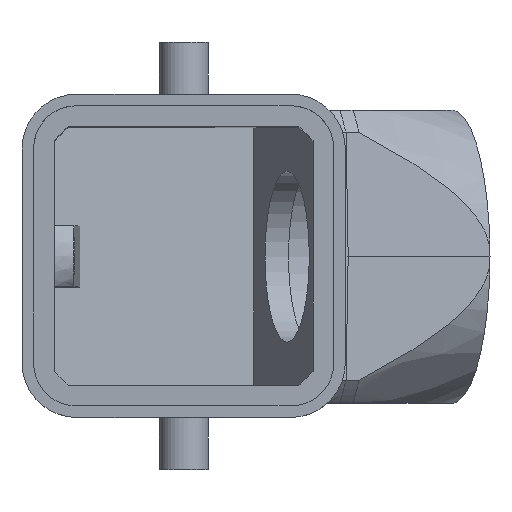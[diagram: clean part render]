
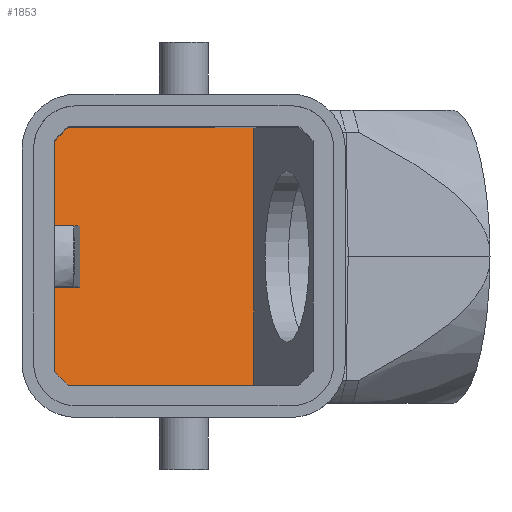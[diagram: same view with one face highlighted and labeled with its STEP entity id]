
A CAD part, top view. The second image highlights one B-rep face of the part: STEP entity #1853.
In plain terms, the highlighted planar face has unit normal (0.259, 0, 0.966).
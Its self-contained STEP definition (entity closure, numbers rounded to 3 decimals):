
#1618=CARTESIAN_POINT('',(-8.517,-2.5,-31.397));
#1619=VERTEX_POINT('',#1618);
#1626=CARTESIAN_POINT('',(-8.517,2.5,-31.397));
#1627=VERTEX_POINT('',#1626);
#1628=CARTESIAN_POINT('',(-8.517,-2.5,-31.397));
#1629=DIRECTION('',(0.0,1.0,0.0));
#1630=VECTOR('',#1629,5.);
#1631=LINE('',#1628,#1630);
#1632=EDGE_CURVE('',#1619,#1627,#1631,.T.);
#1652=CARTESIAN_POINT('',(-10.6,-2.5,-30.839));
#1653=VERTEX_POINT('',#1652);
#1660=CARTESIAN_POINT('',(-8.517,-2.5,-31.397));
#1661=DIRECTION('',(-0.966,0.,0.259));
#1662=VECTOR('',#1661,2.156);
#1663=LINE('',#1660,#1662);
#1664=EDGE_CURVE('',#1619,#1653,#1663,.T.);
#1676=CARTESIAN_POINT('',(-10.6,9.449,-30.839));
#1677=VERTEX_POINT('',#1676);
#1694=CARTESIAN_POINT('',(-10.6,-9.449,-30.839));
#1695=VERTEX_POINT('',#1694);
#1702=CARTESIAN_POINT('',(-10.6,-9.449,-30.839));
#1703=DIRECTION('',(0.0,1.0,0.0));
#1704=VECTOR('',#1703,6.949);
#1705=LINE('',#1702,#1704);
#1706=EDGE_CURVE('',#1695,#1653,#1705,.T.);
#1710=CARTESIAN_POINT('',(-10.6,2.5,-30.839));
#1711=VERTEX_POINT('',#1710);
#1718=CARTESIAN_POINT('',(-10.6,2.5,-30.839));
#1719=DIRECTION('',(0.0,1.0,0.0));
#1720=VECTOR('',#1719,6.949);
#1721=LINE('',#1718,#1720);
#1722=EDGE_CURVE('',#1711,#1677,#1721,.T.);
#1734=CARTESIAN_POINT('',(-9.449,10.6,-31.147));
#1735=VERTEX_POINT('',#1734);
#1750=CARTESIAN_POINT('',(0.,0.,-33.679));
#1751=DIRECTION('',(-0.259,0.,-0.966));
#1752=DIRECTION('',(-0.966,0.,0.259));
#1753=AXIS2_PLACEMENT_3D('',#1750,#1751,#1752);
#1754=ELLIPSE('',#1753,14.701,14.2);
#1755=EDGE_CURVE('',#1677,#1735,#1754,.T.);
#1782=CARTESIAN_POINT('',(5.734,10.6,-35.215));
#1783=VERTEX_POINT('',#1782);
#1784=CARTESIAN_POINT('',(-9.449,10.6,-31.147));
#1785=DIRECTION('',(0.966,0.0,-0.259));
#1786=VECTOR('',#1785,15.718);
#1787=LINE('',#1784,#1786);
#1788=EDGE_CURVE('',#1735,#1783,#1787,.T.);
#1804=CARTESIAN_POINT('',(-10.6,2.5,-30.839));
#1805=DIRECTION('',(0.966,0.,-0.259));
#1806=VECTOR('',#1805,2.156);
#1807=LINE('',#1804,#1806);
#1808=EDGE_CURVE('',#1711,#1627,#1807,.T.);
#1816=CARTESIAN_POINT('',(-9.494,-13.235,-31.135));
#1817=DIRECTION('',(0.259,0.,0.966));
#1818=DIRECTION('',(0.966,0.,-0.259));
#1819=AXIS2_PLACEMENT_3D('',#1816,#1817,#1818);
#1820=PLANE('',#1819);
#1821=ORIENTED_EDGE('',*,*,#1722,.F.);
#1822=ORIENTED_EDGE('',*,*,#1808,.T.);
#1823=ORIENTED_EDGE('',*,*,#1632,.F.);
#1824=ORIENTED_EDGE('',*,*,#1664,.T.);
#1825=ORIENTED_EDGE('',*,*,#1706,.F.);
#1826=CARTESIAN_POINT('',(-9.449,-10.6,-31.147));
#1827=VERTEX_POINT('',#1826);
#1828=CARTESIAN_POINT('',(0.,0.,-33.679));
#1829=DIRECTION('',(0.259,0.,0.966));
#1830=DIRECTION('',(-0.966,0.,0.259));
#1831=AXIS2_PLACEMENT_3D('',#1828,#1829,#1830);
#1832=ELLIPSE('',#1831,14.701,14.2);
#1833=EDGE_CURVE('',#1695,#1827,#1832,.T.);
#1834=ORIENTED_EDGE('',*,*,#1833,.T.);
#1835=CARTESIAN_POINT('',(5.734,-10.6,-35.215));
#1836=VERTEX_POINT('',#1835);
#1837=CARTESIAN_POINT('',(5.734,-10.6,-35.215));
#1838=DIRECTION('',(-0.966,0.0,0.259));
#1839=VECTOR('',#1838,15.718);
#1840=LINE('',#1837,#1839);
#1841=EDGE_CURVE('',#1836,#1827,#1840,.T.);
#1842=ORIENTED_EDGE('',*,*,#1841,.F.);
#1843=CARTESIAN_POINT('',(5.734,10.6,-35.215));
#1844=DIRECTION('',(0.0,-1.0,0.0));
#1845=VECTOR('',#1844,21.2);
#1846=LINE('',#1843,#1845);
#1847=EDGE_CURVE('',#1783,#1836,#1846,.T.);
#1848=ORIENTED_EDGE('',*,*,#1847,.F.);
#1849=ORIENTED_EDGE('',*,*,#1788,.F.);
#1850=ORIENTED_EDGE('',*,*,#1755,.F.);
#1851=EDGE_LOOP('',(#1821,#1822,#1823,#1824,#1825,#1834,#1842,#1848,#1849,#1850));
#1852=FACE_OUTER_BOUND('',#1851,.T.);
#1853=ADVANCED_FACE('',(#1852),#1820,.T.);
